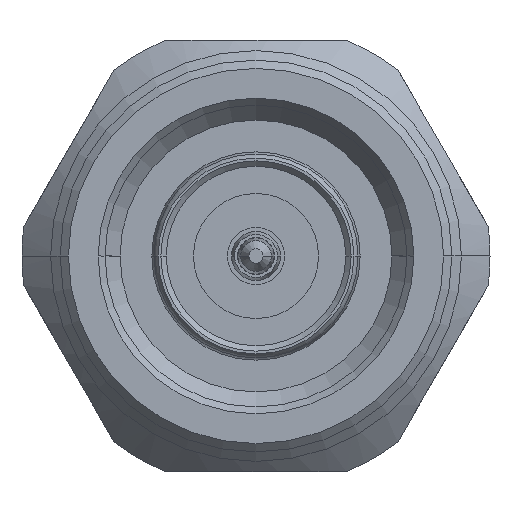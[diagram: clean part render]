
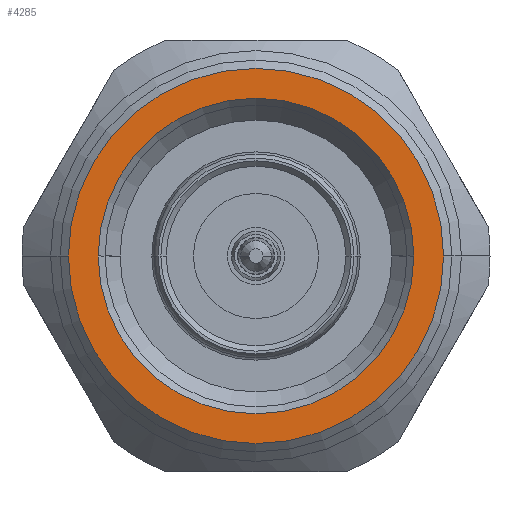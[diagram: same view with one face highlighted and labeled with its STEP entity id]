
A CAD part, left-side view. The second image highlights one B-rep face of the part: STEP entity #4285.
In plain terms, the highlighted planar face has unit normal (-1, 0, 0).
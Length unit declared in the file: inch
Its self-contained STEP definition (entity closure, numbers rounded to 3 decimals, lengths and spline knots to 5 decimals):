
#933 = AXIS2_PLACEMENT_3D ( 'NONE', #14946, #20640, #40276 ) ;
#2484 = DIRECTION ( 'NONE',  ( 0., 1., 0. ) ) ;
#3268 = AXIS2_PLACEMENT_3D ( 'NONE', #15246, #38461, #25570 ) ;
#4285 = ADVANCED_FACE ( 'NONE', ( #21581, #6384 ), #21783, .T. ) ;
#4963 = CIRCLE ( 'NONE', #933, 0.27166 ) ;
#5657 = CARTESIAN_POINT ( 'NONE',  ( 0., -0.2285, 0. ) ) ;
#6164 = EDGE_CURVE ( 'NONE', #16316, #19459, #22444, .T. ) ;
#6384 = FACE_OUTER_BOUND ( 'NONE', #36408, .T. ) ;
#6717 = CARTESIAN_POINT ( 'NONE',  ( 0., 0., 0. ) ) ;
#8329 = EDGE_CURVE ( 'NONE', #41486, #16665, #11788, .T. ) ;
#10685 = ORIENTED_EDGE ( 'NONE', *, *, #8329, .F. ) ;
#11569 = CARTESIAN_POINT ( 'NONE',  ( 0., 0., 0. ) ) ;
#11573 = EDGE_CURVE ( 'NONE', #19459, #16316, #40791, .T. ) ;
#11788 = CIRCLE ( 'NONE', #40076, 0.27166 ) ;
#13840 = AXIS2_PLACEMENT_3D ( 'NONE', #27118, #20782, #27330 ) ;
#14946 = CARTESIAN_POINT ( 'NONE',  ( 0., 0., 0. ) ) ;
#15246 = CARTESIAN_POINT ( 'NONE',  ( 0., 0.27166, 0. ) ) ;
#16316 = VERTEX_POINT ( 'NONE', #18026 ) ;
#16359 = AXIS2_PLACEMENT_3D ( 'NONE', #6717, #36245, #32864 ) ;
#16665 = VERTEX_POINT ( 'NONE', #27055 ) ;
#18026 = CARTESIAN_POINT ( 'NONE',  ( 0., 0.2285, 0. ) ) ;
#19459 = VERTEX_POINT ( 'NONE', #5657 ) ;
#20640 = DIRECTION ( 'NONE',  ( 1., 0., 0. ) ) ;
#20782 = DIRECTION ( 'NONE',  ( 1., 0., 0. ) ) ;
#21581 = FACE_BOUND ( 'NONE', #33272, .T. ) ;
#21783 = PLANE ( 'NONE',  #3268 ) ;
#22444 = CIRCLE ( 'NONE', #16359, 0.2285 ) ;
#24202 = DIRECTION ( 'NONE',  ( 1., 0., 0. ) ) ;
#24520 = ORIENTED_EDGE ( 'NONE', *, *, #11573, .T. ) ;
#25570 = DIRECTION ( 'NONE',  ( 0., -1., 0. ) ) ;
#27055 = CARTESIAN_POINT ( 'NONE',  ( 0., 0.27166, 0. ) ) ;
#27118 = CARTESIAN_POINT ( 'NONE',  ( 0., 0., 0. ) ) ;
#27330 = DIRECTION ( 'NONE',  ( 0., 1., 0. ) ) ;
#30570 = ORIENTED_EDGE ( 'NONE', *, *, #6164, .T. ) ;
#32303 = ORIENTED_EDGE ( 'NONE', *, *, #33568, .F. ) ;
#32864 = DIRECTION ( 'NONE',  ( 0., 1., 0. ) ) ;
#33272 = EDGE_LOOP ( 'NONE', ( #24520, #30570 ) ) ;
#33568 = EDGE_CURVE ( 'NONE', #16665, #41486, #4963, .T. ) ;
#36245 = DIRECTION ( 'NONE',  ( 1., 0., 0. ) ) ;
#36408 = EDGE_LOOP ( 'NONE', ( #32303, #10685 ) ) ;
#38461 = DIRECTION ( 'NONE',  ( -1., 0., 0. ) ) ;
#40076 = AXIS2_PLACEMENT_3D ( 'NONE', #11569, #24202, #2484 ) ;
#40276 = DIRECTION ( 'NONE',  ( 0., 1., 0. ) ) ;
#40791 = CIRCLE ( 'NONE', #13840, 0.2285 ) ;
#41406 = CARTESIAN_POINT ( 'NONE',  ( 0., -0.27166, 0. ) ) ;
#41486 = VERTEX_POINT ( 'NONE', #41406 ) ;
